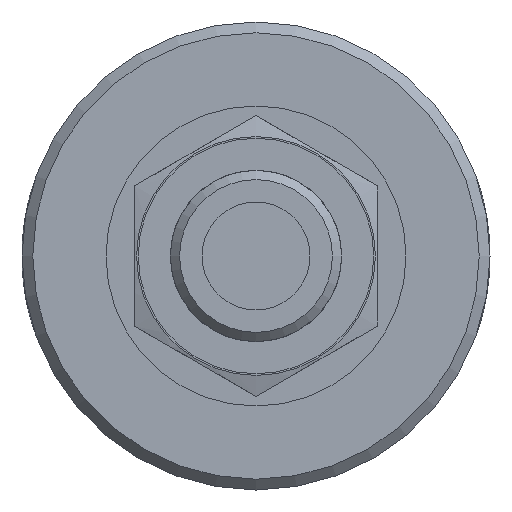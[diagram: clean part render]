
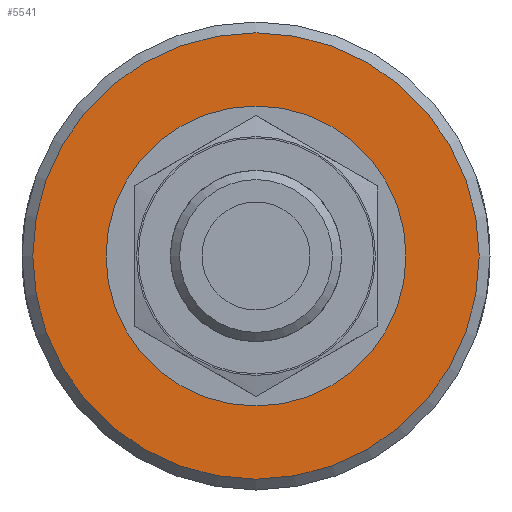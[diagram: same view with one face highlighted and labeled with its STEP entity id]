
A CAD part, left-side view. The second image highlights one B-rep face of the part: STEP entity #5541.
In plain terms, the highlighted planar face has unit normal (-1, 0, 0).
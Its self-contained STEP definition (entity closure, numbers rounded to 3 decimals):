
#145=CIRCLE('',#5829,22.225);
#146=CIRCLE('',#5831,33.075);
#266=PLANE('',#5830);
#316=FACE_BOUND('',#1096,.T.);
#745=FACE_OUTER_BOUND('',#1095,.T.);
#1095=EDGE_LOOP('',(#4938));
#1096=EDGE_LOOP('',(#4939));
#2591=VERTEX_POINT('',#43468);
#2592=VERTEX_POINT('',#43472);
#3388=EDGE_CURVE('',#2591,#2591,#145,.T.);
#3390=EDGE_CURVE('',#2592,#2592,#146,.T.);
#4938=ORIENTED_EDGE('',*,*,#3390,.F.);
#4939=ORIENTED_EDGE('',*,*,#3388,.T.);
#5541=ADVANCED_FACE('',(#745,#316),#266,.T.);
#5829=AXIS2_PLACEMENT_3D('',#43469,#6641,#6642);
#5830=AXIS2_PLACEMENT_3D('',#43471,#6644,#6645);
#5831=AXIS2_PLACEMENT_3D('',#43473,#6646,#6647);
#6641=DIRECTION('center_axis',(1.,0.,0.));
#6642=DIRECTION('ref_axis',(0.,0.,1.));
#6644=DIRECTION('center_axis',(-1.,0.,0.));
#6645=DIRECTION('ref_axis',(0.,0.,1.));
#6646=DIRECTION('center_axis',(1.,0.,0.));
#6647=DIRECTION('ref_axis',(0.,-1.,0.));
#43468=CARTESIAN_POINT('',(0.,0.,-22.225));
#43469=CARTESIAN_POINT('Origin',(0.,0.,0.));
#43471=CARTESIAN_POINT('Origin',(0.,24.025,0.));
#43472=CARTESIAN_POINT('',(0.,33.075,0.));
#43473=CARTESIAN_POINT('Origin',(0.,0.,0.));
